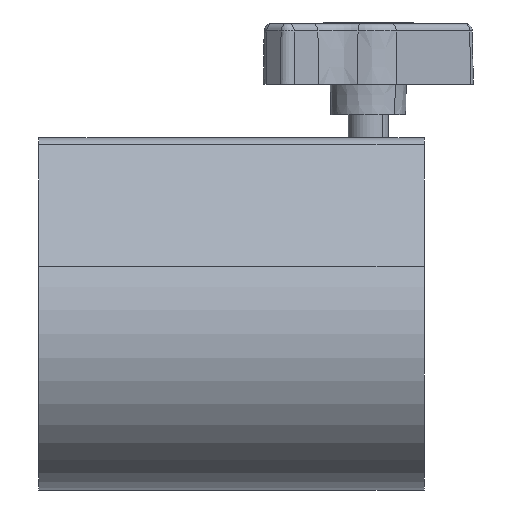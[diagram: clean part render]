
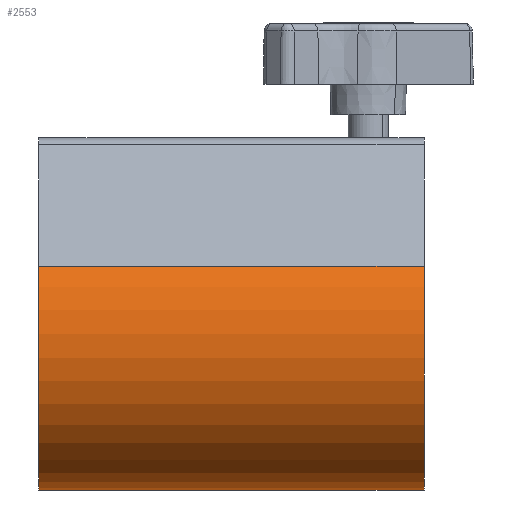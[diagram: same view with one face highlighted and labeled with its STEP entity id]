
A CAD part, left-side view. The second image highlights one B-rep face of the part: STEP entity #2553.
In plain terms, the highlighted cylindrical face has radius 28.675 mm (diameter 57.35 mm), a partial arc.
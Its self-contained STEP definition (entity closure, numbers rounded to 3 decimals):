
#490 = ORIENTED_EDGE ( 'NONE', *, *, #5965, .F. ) ;
#553 = VECTOR ( 'NONE', #6359, 1000. ) ;
#607 = DIRECTION ( 'NONE',  ( 0., -1., 0. ) ) ;
#672 = CARTESIAN_POINT ( 'NONE',  ( 0., -38., 0. ) ) ;
#843 = AXIS2_PLACEMENT_3D ( 'NONE', #5759, #1546, #4378 ) ;
#874 = CARTESIAN_POINT ( 'NONE',  ( -24.166, 38., 15.436 ) ) ;
#933 = CARTESIAN_POINT ( 'NONE',  ( 0., 38., -28.675 ) ) ;
#985 = FACE_OUTER_BOUND ( 'NONE', #7962, .T. ) ;
#1073 = VERTEX_POINT ( 'NONE', #933 ) ;
#1546 = DIRECTION ( 'NONE',  ( 0., 1., 0. ) ) ;
#1840 = LINE ( 'NONE', #8624, #5356 ) ;
#2167 = CIRCLE ( 'NONE', #843, 28.675 ) ;
#2192 = DIRECTION ( 'NONE',  ( 0., 0., 1. ) ) ;
#2553 = ADVANCED_FACE ( 'NONE', ( #985 ), #5487, .T. ) ;
#2770 = DIRECTION ( 'NONE',  ( 0., 0., -1. ) ) ;
#3432 = CARTESIAN_POINT ( 'NONE',  ( -24.166, -38., 15.436 ) ) ;
#3914 = CARTESIAN_POINT ( 'NONE',  ( 0., -38., -28.675 ) ) ;
#4003 = VERTEX_POINT ( 'NONE', #3432 ) ;
#4148 = CARTESIAN_POINT ( 'NONE',  ( 0., 38., 0. ) ) ;
#4378 = DIRECTION ( 'NONE',  ( 0., 0., 1. ) ) ;
#4395 = ORIENTED_EDGE ( 'NONE', *, *, #8772, .F. ) ;
#5356 = VECTOR ( 'NONE', #7984, 1000. ) ;
#5367 = EDGE_CURVE ( 'NONE', #1073, #5574, #1840, .T. ) ;
#5487 = CYLINDRICAL_SURFACE ( 'NONE', #6909, 28.675 ) ;
#5574 = VERTEX_POINT ( 'NONE', #3914 ) ;
#5584 = DIRECTION ( 'NONE',  ( 0., 1., 0. ) ) ;
#5759 = CARTESIAN_POINT ( 'NONE',  ( 0., 38., 0. ) ) ;
#5894 = AXIS2_PLACEMENT_3D ( 'NONE', #672, #5584, #2192 ) ;
#5965 = EDGE_CURVE ( 'NONE', #6543, #4003, #6492, .T. ) ;
#6359 = DIRECTION ( 'NONE',  ( 0., -1., 0. ) ) ;
#6492 = LINE ( 'NONE', #874, #553 ) ;
#6543 = VERTEX_POINT ( 'NONE', #6774 ) ;
#6774 = CARTESIAN_POINT ( 'NONE',  ( -24.166, 38., 15.436 ) ) ;
#6909 = AXIS2_PLACEMENT_3D ( 'NONE', #4148, #607, #2770 ) ;
#7240 = CIRCLE ( 'NONE', #5894, 28.675 ) ;
#7962 = EDGE_LOOP ( 'NONE', ( #4395, #7989, #8606, #490 ) ) ;
#7984 = DIRECTION ( 'NONE',  ( 0., -1., 0. ) ) ;
#7989 = ORIENTED_EDGE ( 'NONE', *, *, #5367, .T. ) ;
#8093 = EDGE_CURVE ( 'NONE', #5574, #4003, #7240, .T. ) ;
#8606 = ORIENTED_EDGE ( 'NONE', *, *, #8093, .T. ) ;
#8624 = CARTESIAN_POINT ( 'NONE',  ( 0., 38., -28.675 ) ) ;
#8772 = EDGE_CURVE ( 'NONE', #1073, #6543, #2167, .T. ) ;
